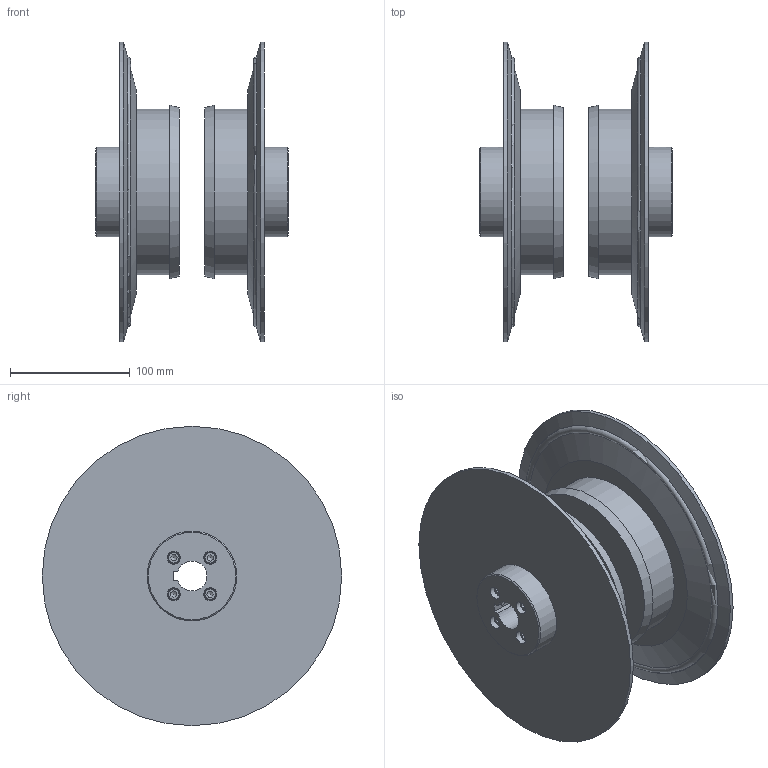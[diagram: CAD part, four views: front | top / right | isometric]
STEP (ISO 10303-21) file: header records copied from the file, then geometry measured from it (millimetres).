
FILE_DESCRIPTION(/* description */ (''),/* implementation_level */ '2;1');
FILE_NAME(/* name */ 'TRUS010002.stp',/* time_stamp */ '2020-08-12T15:47:56+02:00',/* author */ ('pb'),/* organization */ (''),/* preprocessor_version */ 'ST-DEVELOPER v17.2',/* originating_system */ 'Autodesk Inventor 2019',/* authorisation */ '');
FILE_SCHEMA (('AUTOMOTIVE_DESIGN { 1 0 10303 214 3 1 1 }'));
Length unit declared in the file: millimetre
Products named in the file (1): TRUS010002
Bounding box: 161 x 250 x 250 mm (x, y, z)
Volume: 1553761 mm3; surface area: 392059.9 mm2
Topology: 2 solids, 12 shells, 297 faces, 793 edges, 561 vertices
Faces by surface type: plane 151, cylinder 72, cone 52, torus 22
Full cylindrical faces by diameter (mm): 4.917 x2, 5 x8, 6 x10, 6.6 x8, 10 x8, 11 x8, 54 x4, 60 x2, 60.5 x2, 75 x2, 133 x4, 139 x4, 250 x2
Entity records: 9864 total; most frequent: CARTESIAN_POINT 1856, DIRECTION 1668, ORIENTED_EDGE 1550, EDGE_CURVE 775, AXIS2_PLACEMENT_3D 675, VERTEX_POINT 561, EDGE_LOOP 380, CIRCLE 377
